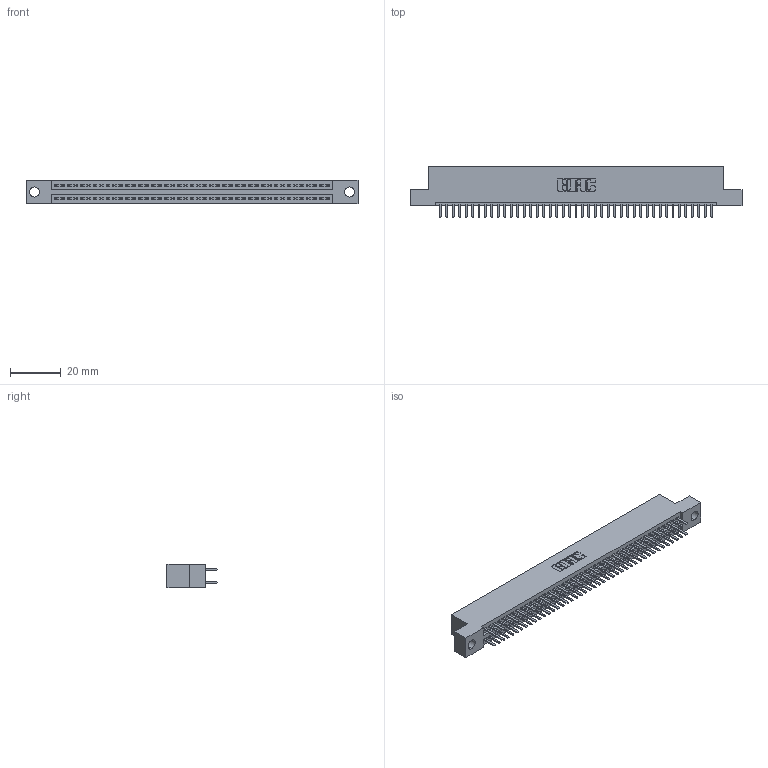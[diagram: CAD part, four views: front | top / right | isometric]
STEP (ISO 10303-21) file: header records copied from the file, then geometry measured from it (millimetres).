
FILE_DESCRIPTION (( 'STEP AP203' ), '1' );
FILE_NAME ('395-086-520-204.STEP', '2018-11-28T19:58:07', ( '' ), ( '' ), 'SwSTEP 2.0', 'SolidWorks 2016', '' );
FILE_SCHEMA (( 'CONFIG_CONTROL_DESIGN' ));
Length unit declared in the file: inch
Products named in the file (3): 345 Part_Flush Mounting Lugs - 0.156 Dia-TH; 395-086-520-204; 345-292-001_345-293-120
Assembly tree (87 placements, depth 2):
  395-086-520-204
    345 Part_Flush Mounting Lugs - 0.156 Dia-TH
    345-292-001_345-293-120  x86
Bounding box: 130.43 x 19.68 x 9.4 mm (x, y, z)
Volume: 12553.6 mm3; surface area: 18310.5 mm2
Topology: 87 solids, 87 shells, 4770 faces, 13843 edges, 8998 vertices
Faces by surface type: plane 3090, cylinder 1680
Entity records: 33721 total; most frequent: CARTESIAN_POINT 5664, ORIENTED_EDGE 5586, DIRECTION 4981, EDGE_CURVE 2793, VECTOR 2485, LINE 2485, VERTEX_POINT 1858, AXIS2_PLACEMENT_3D 1248
